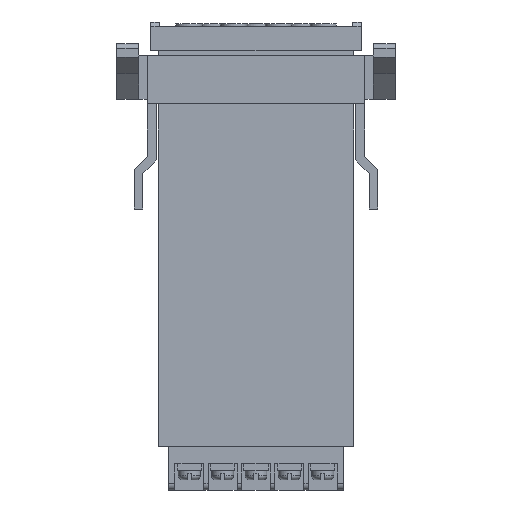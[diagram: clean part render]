
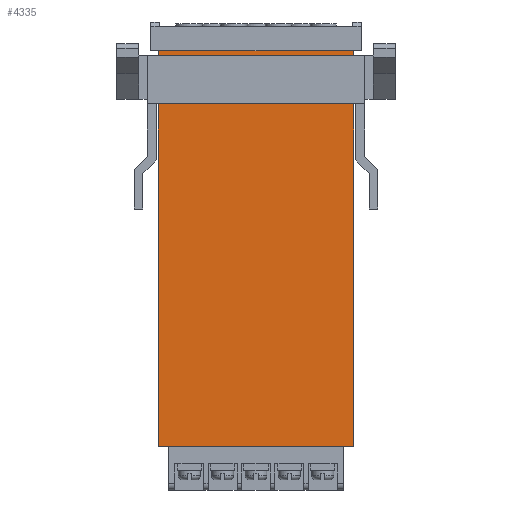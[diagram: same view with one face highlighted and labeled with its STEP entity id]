
A CAD part, front view. The second image highlights one B-rep face of the part: STEP entity #4335.
In plain terms, the highlighted planar face has unit normal (0, -1, 0).
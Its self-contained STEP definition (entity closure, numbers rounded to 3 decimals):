
#1130 = ORIENTED_EDGE ( 'NONE', *, *, #7530, .F. ) ;
#1739 = CARTESIAN_POINT ( 'NONE',  ( -22.25, -22.25, -100. ) ) ;
#1865 = ORIENTED_EDGE ( 'NONE', *, *, #2881, .T. ) ;
#2042 = ORIENTED_EDGE ( 'NONE', *, *, #8987, .T. ) ;
#2045 = CARTESIAN_POINT ( 'NONE',  ( 22.25, -22.25, -100. ) ) ;
#2881 = EDGE_CURVE ( 'NONE', #10921, #11258, #15094, .T. ) ;
#2954 = DIRECTION ( 'NONE',  ( -1., 0., 0. ) ) ;
#3661 = LINE ( 'NONE', #4319, #13182 ) ;
#4133 = DIRECTION ( 'NONE',  ( 0., 1., 0. ) ) ;
#4192 = EDGE_LOOP ( 'NONE', ( #1130, #1865, #2042, #12352 ) ) ;
#4319 = CARTESIAN_POINT ( 'NONE',  ( 22.25, -22.25, -90. ) ) ;
#4335 = ADVANCED_FACE ( 'NONE', ( #13252 ), #10329, .F. ) ;
#4430 = EDGE_CURVE ( 'NONE', #6532, #11028, #7621, .T. ) ;
#6532 = VERTEX_POINT ( 'NONE', #7342 ) ;
#7257 = DIRECTION ( 'NONE',  ( 0., 0., 1. ) ) ;
#7342 = CARTESIAN_POINT ( 'NONE',  ( -22.25, -22.25, -90. ) ) ;
#7530 = EDGE_CURVE ( 'NONE', #10921, #6532, #3661, .T. ) ;
#7621 = LINE ( 'NONE', #8390, #11125 ) ;
#7727 = DIRECTION ( 'NONE',  ( -1., 0., 0. ) ) ;
#8067 = VECTOR ( 'NONE', #13213, 1000. ) ;
#8390 = CARTESIAN_POINT ( 'NONE',  ( -22.25, -22.25, -100. ) ) ;
#8731 = AXIS2_PLACEMENT_3D ( 'NONE', #1739, #4133, #2954 ) ;
#8918 = CARTESIAN_POINT ( 'NONE',  ( -22.25, -22.25, 0. ) ) ;
#8987 = EDGE_CURVE ( 'NONE', #11258, #11028, #12730, .T. ) ;
#9075 = CARTESIAN_POINT ( 'NONE',  ( 22.25, -22.25, -90. ) ) ;
#10329 = PLANE ( 'NONE',  #8731 ) ;
#10569 = DIRECTION ( 'NONE',  ( -1., 0., 0. ) ) ;
#10921 = VERTEX_POINT ( 'NONE', #9075 ) ;
#11028 = VERTEX_POINT ( 'NONE', #12250 ) ;
#11125 = VECTOR ( 'NONE', #7257, 1000. ) ;
#11258 = VERTEX_POINT ( 'NONE', #12457 ) ;
#12250 = CARTESIAN_POINT ( 'NONE',  ( -22.25, -22.25, 0. ) ) ;
#12339 = VECTOR ( 'NONE', #7727, 1000. ) ;
#12352 = ORIENTED_EDGE ( 'NONE', *, *, #4430, .F. ) ;
#12457 = CARTESIAN_POINT ( 'NONE',  ( 22.25, -22.25, 0. ) ) ;
#12730 = LINE ( 'NONE', #8918, #12339 ) ;
#13182 = VECTOR ( 'NONE', #10569, 1000. ) ;
#13213 = DIRECTION ( 'NONE',  ( 0., 0., 1. ) ) ;
#13252 = FACE_OUTER_BOUND ( 'NONE', #4192, .T. ) ;
#15094 = LINE ( 'NONE', #2045, #8067 ) ;
